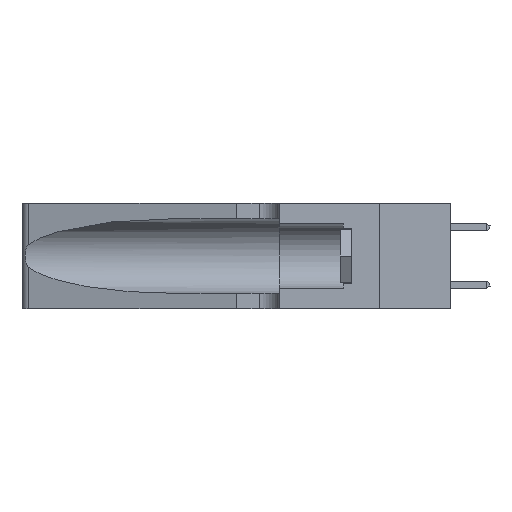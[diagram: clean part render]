
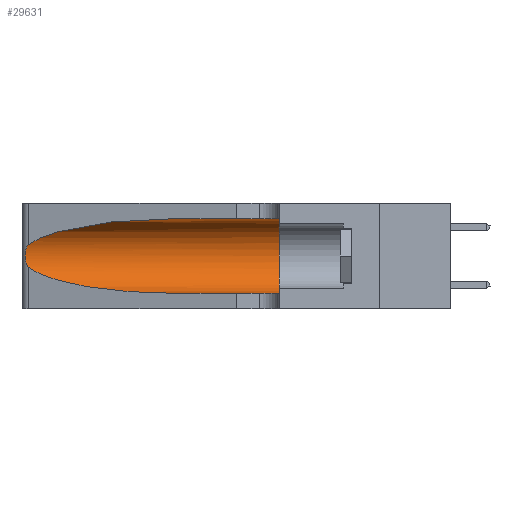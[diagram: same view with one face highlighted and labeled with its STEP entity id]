
A CAD part, left-side view. The second image highlights one B-rep face of the part: STEP entity #29631.
In plain terms, the highlighted cylindrical face has radius 3.308 mm (diameter 6.617 mm), a partial arc.
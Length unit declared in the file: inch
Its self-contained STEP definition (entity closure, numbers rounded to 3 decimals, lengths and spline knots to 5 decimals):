
#102 =( BOUNDED_CURVE ( )  B_SPLINE_CURVE ( 3, ( #3044, #25948, #28824, #11708 ),
 .UNSPECIFIED., .F., .F. ) 
 B_SPLINE_CURVE_WITH_KNOTS ( ( 4, 4 ),
 ( 1.5708, 2.84003 ),
 .UNSPECIFIED. ) 
 CURVE ( )  GEOMETRIC_REPRESENTATION_ITEM ( )  RATIONAL_B_SPLINE_CURVE ( ( 1., 0.87, 0.87, 1. ) ) 
 REPRESENTATION_ITEM ( '' )  );
#452 = CARTESIAN_POINT ( 'NONE',  ( 0.1305, 0.35, 0.05475 ) ) ;
#545 = CARTESIAN_POINT ( 'NONE',  ( 0.2373, 1.15595, 0.08982 ) ) ;
#633 = DIRECTION ( 'NONE',  ( 0., 0., -1. ) ) ;
#1325 = CARTESIAN_POINT ( 'NONE',  ( 0.1305, 0.72297, 0.31525 ) ) ;
#1680 = CARTESIAN_POINT ( 'NONE',  ( 0.25789, 1.23486, 0.15765 ) ) ;
#1989 = VECTOR ( 'NONE', #30055, 39.37008 ) ;
#2047 = VERTEX_POINT ( 'NONE', #20365 ) ;
#2525 = DIRECTION ( 'NONE',  ( 0., 1., 0. ) ) ;
#2670 = VECTOR ( 'NONE', #18228, 39.37008 ) ;
#3044 = CARTESIAN_POINT ( 'NONE',  ( 0.1305, 0.72297, 0.31525 ) ) ;
#3241 = ORIENTED_EDGE ( 'NONE', *, *, #24251, .F. ) ;
#4510 = FACE_OUTER_BOUND ( 'NONE', #13663, .T. ) ;
#4653 = CARTESIAN_POINT ( 'NONE',  ( 0.25555, 1.22993, 0.14849 ) ) ;
#6829 = CARTESIAN_POINT ( 'NONE',  ( 0.1305, 1.61858, 0.31525 ) ) ;
#7439 = ORIENTED_EDGE ( 'NONE', *, *, #29717, .F. ) ;
#7743 = AXIS2_PLACEMENT_3D ( 'NONE', #26407, #15004, #633 ) ;
#8604 = ORIENTED_EDGE ( 'NONE', *, *, #21827, .T. ) ;
#9328 = CARTESIAN_POINT ( 'NONE',  ( 0.18966, 0.96281, 0.05475 ) ) ;
#9425 = LINE ( 'NONE', #6829, #2670 ) ;
#9664 = LINE ( 'NONE', #18515, #1989 ) ;
#10266 = CARTESIAN_POINT ( 'NONE',  ( 0.25787, 1.23484, 0.2124 ) ) ;
#10942 = VERTEX_POINT ( 'NONE', #29971 ) ;
#11661 = VERTEX_POINT ( 'NONE', #1325 ) ;
#11708 = CARTESIAN_POINT ( 'NONE',  ( 0.25487, 1.22718, 0.22369 ) ) ;
#12375 = EDGE_CURVE ( 'NONE', #2047, #10942, #13559, .T. ) ;
#12916 = ORIENTED_EDGE ( 'NONE', *, *, #30952, .T. ) ;
#13137 = CARTESIAN_POINT ( 'NONE',  ( 0.26018, 1.23835, 0.19895 ) ) ;
#13559 = B_SPLINE_CURVE_WITH_KNOTS ( 'NONE', 3,
 ( #35785, #21505, #27391, #10266, #30257, #13137, #33078, #15971, #35920, #18853, #1680, #21752, #4653, #24632 ),
 .UNSPECIFIED., .F., .F.,
 ( 4, 2, 2, 2, 2, 2, 4 ),
 ( 0., 0.00027, 0.00053, 0.00107, 0.0016, 0.00187, 0.00214 ),
 .UNSPECIFIED. ) ;
#13619 = VERTEX_POINT ( 'NONE', #23096 ) ;
#13663 = EDGE_LOOP ( 'NONE', ( #8604, #18378, #12916, #27685, #3241, #7439 ) ) ;
#15004 = DIRECTION ( 'NONE',  ( 0., -1., 0. ) ) ;
#15971 = CARTESIAN_POINT ( 'NONE',  ( 0.26075, 1.23896, 0.178 ) ) ;
#18228 = DIRECTION ( 'NONE',  ( 0., -1., 0. ) ) ;
#18378 = ORIENTED_EDGE ( 'NONE', *, *, #12375, .T. ) ;
#18515 = CARTESIAN_POINT ( 'NONE',  ( 0.1305, 1.61858, 0.05475 ) ) ;
#18822 = VERTEX_POINT ( 'NONE', #35211 ) ;
#18853 = CARTESIAN_POINT ( 'NONE',  ( 0.25856, 1.23593, 0.16098 ) ) ;
#19662 = CARTESIAN_POINT ( 'NONE',  ( 0.1305, 0.35, 0.185 ) ) ;
#20365 = CARTESIAN_POINT ( 'NONE',  ( 0.25487, 1.22718, 0.22369 ) ) ;
#21505 = CARTESIAN_POINT ( 'NONE',  ( 0.25555, 1.22994, 0.2215 ) ) ;
#21752 = CARTESIAN_POINT ( 'NONE',  ( 0.25639, 1.23186, 0.15144 ) ) ;
#21827 = EDGE_CURVE ( 'NONE', #11661, #2047, #102, .T. ) ;
#22544 = DIRECTION ( 'NONE',  ( 0., 0., 1. ) ) ;
#23096 = CARTESIAN_POINT ( 'NONE',  ( 0.1305, 0.72297, 0.05475 ) ) ;
#23443 = CARTESIAN_POINT ( 'NONE',  ( 0.25487, 1.22718, 0.14631 ) ) ;
#24251 = EDGE_CURVE ( 'NONE', #18822, #28380, #25841, .T. ) ;
#24632 = CARTESIAN_POINT ( 'NONE',  ( 0.25487, 1.22718, 0.14631 ) ) ;
#25840 = EDGE_CURVE ( 'NONE', #13619, #28380, #9664, .T. ) ;
#25841 = CIRCLE ( 'NONE', #33696, 0.13025 ) ;
#25948 = CARTESIAN_POINT ( 'NONE',  ( 0.18966, 0.96281, 0.31525 ) ) ;
#26407 = CARTESIAN_POINT ( 'NONE',  ( 0.1305, 1.61858, 0.185 ) ) ;
#27391 = CARTESIAN_POINT ( 'NONE',  ( 0.25639, 1.23184, 0.21858 ) ) ;
#27685 = ORIENTED_EDGE ( 'NONE', *, *, #25840, .T. ) ;
#28380 = VERTEX_POINT ( 'NONE', #452 ) ;
#28824 = CARTESIAN_POINT ( 'NONE',  ( 0.2373, 1.15595, 0.28018 ) ) ;
#29311 = CARTESIAN_POINT ( 'NONE',  ( 0.1305, 0.72297, 0.05475 ) ) ;
#29631 = ADVANCED_FACE ( 'NONE', ( #4510 ), #33063, .F. ) ;
#29717 = EDGE_CURVE ( 'NONE', #11661, #18822, #9425, .T. ) ;
#29971 = CARTESIAN_POINT ( 'NONE',  ( 0.25487, 1.22718, 0.14631 ) ) ;
#30055 = DIRECTION ( 'NONE',  ( 0., -1., 0. ) ) ;
#30257 = CARTESIAN_POINT ( 'NONE',  ( 0.25854, 1.2359, 0.20912 ) ) ;
#30952 = EDGE_CURVE ( 'NONE', #10942, #13619, #34573, .T. ) ;
#33063 = CYLINDRICAL_SURFACE ( 'NONE', #7743, 0.13025 ) ;
#33078 = CARTESIAN_POINT ( 'NONE',  ( 0.26075, 1.23896, 0.19203 ) ) ;
#33696 = AXIS2_PLACEMENT_3D ( 'NONE', #19662, #2525, #22544 ) ;
#34573 =( BOUNDED_CURVE ( )  B_SPLINE_CURVE ( 3, ( #23443, #545, #9328, #29311 ),
 .UNSPECIFIED., .F., .T. ) 
 B_SPLINE_CURVE_WITH_KNOTS ( ( 4, 4 ),
 ( 3.44316, 4.71239 ),
 .UNSPECIFIED. ) 
 CURVE ( )  GEOMETRIC_REPRESENTATION_ITEM ( )  RATIONAL_B_SPLINE_CURVE ( ( 1., 0.87, 0.87, 1. ) ) 
 REPRESENTATION_ITEM ( '' )  );
#35211 = CARTESIAN_POINT ( 'NONE',  ( 0.1305, 0.35, 0.31525 ) ) ;
#35785 = CARTESIAN_POINT ( 'NONE',  ( 0.25487, 1.22718, 0.22369 ) ) ;
#35920 = CARTESIAN_POINT ( 'NONE',  ( 0.26017, 1.23833, 0.17102 ) ) ;
